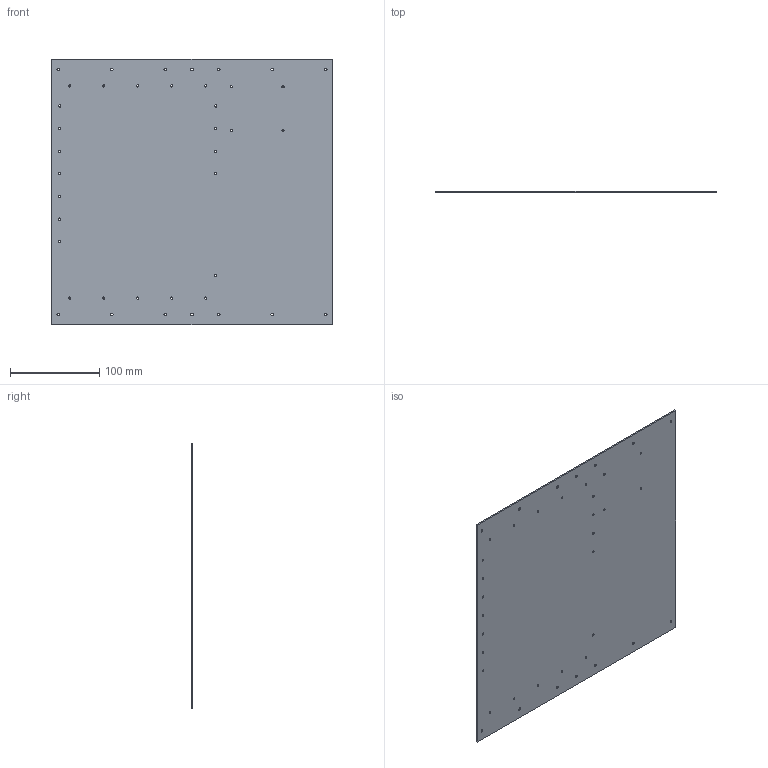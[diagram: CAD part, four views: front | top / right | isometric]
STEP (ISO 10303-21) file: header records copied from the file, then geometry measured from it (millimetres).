
FILE_DESCRIPTION(/* description */ (''),/* implementation_level */ '2;1');
FILE_NAME(/* name */ 'SNAPMounting.stp',/* time_stamp */ '2017-02-06T11:01:52+02:00',/* author */ ('acro'),/* organization */ (''),/* preprocessor_version */ 'ST-DEVELOPER v16.5',/* originating_system */ 'Autodesk Inventor 2017',/* authorisation */ '');
FILE_SCHEMA (('AUTOMOTIVE_DESIGN { 1 0 10303 214 3 1 1 }'));
Length unit declared in the file: millimetre
Products named in the file (1): SNAPMounting
Bounding box: 315 x 1.6 x 298 mm (x, y, z)
Volume: 149822.5 mm3; surface area: 189783.1 mm2
Topology: 1 solids, 1 shells, 46 faces, 132 edges, 88 vertices
Faces by surface type: cylinder 40, plane 6
Full cylindrical faces by diameter (mm): 2.5 x4, 2.55 x22, 3 x14
Entity records: 1546 total; most frequent: DIRECTION 266, CARTESIAN_POINT 227, ORIENTED_EDGE 184, EDGE_LOOP 166, AXIS2_PLACEMENT_3D 127, FACE_BOUND 120, EDGE_CURVE 92, VERTEX_POINT 88
